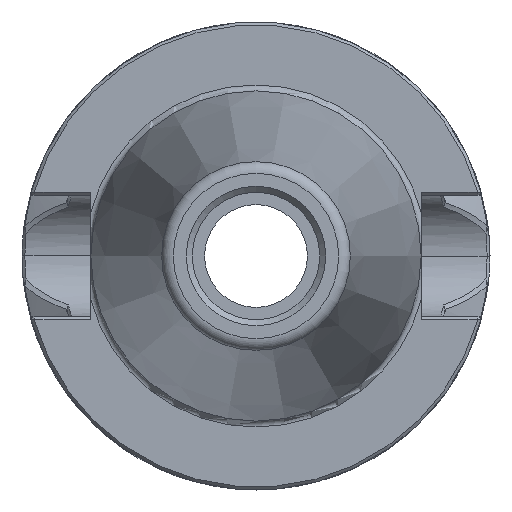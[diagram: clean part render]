
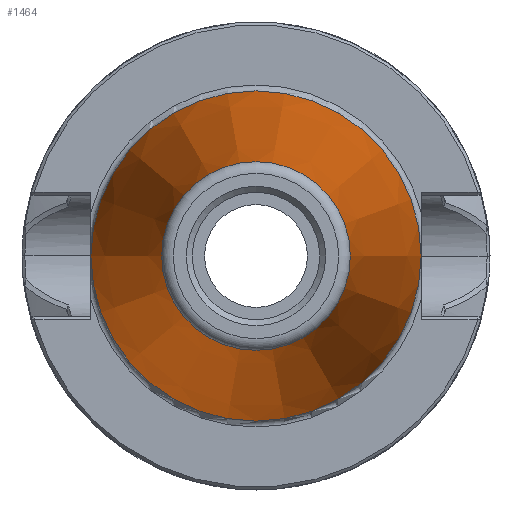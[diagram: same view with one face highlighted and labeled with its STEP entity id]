
A CAD part, left-side view. The second image highlights one B-rep face of the part: STEP entity #1464.
In plain terms, the highlighted conical face has half-angle 8.445 degrees and reference radius 17.363 mm.
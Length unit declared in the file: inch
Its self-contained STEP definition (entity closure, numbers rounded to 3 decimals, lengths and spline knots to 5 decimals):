
#265=FACE_OUTER_BOUND('',#352,.T.);
#352=EDGE_LOOP('',(#1323,#1324,#1325,#1326,#1327));
#428=LINE('',#3400,#496);
#496=VECTOR('',#1933,0.68356);
#541=CIRCLE('',#1606,0.875);
#542=CIRCLE('',#1607,0.50004);
#543=CIRCLE('',#1608,0.50004);
#691=VERTEX_POINT('',#3397);
#692=VERTEX_POINT('',#3399);
#693=VERTEX_POINT('',#3401);
#907=EDGE_CURVE('',#691,#691,#541,.T.);
#908=EDGE_CURVE('',#691,#692,#428,.T.);
#909=EDGE_CURVE('',#693,#692,#542,.T.);
#910=EDGE_CURVE('',#692,#693,#543,.T.);
#1323=ORIENTED_EDGE('',*,*,#907,.T.);
#1324=ORIENTED_EDGE('',*,*,#908,.T.);
#1325=ORIENTED_EDGE('',*,*,#909,.F.);
#1326=ORIENTED_EDGE('',*,*,#910,.F.);
#1327=ORIENTED_EDGE('',*,*,#908,.F.);
#1389=CONICAL_SURFACE('',#1605,0.68356,0.147);
#1464=ADVANCED_FACE('',(#265),#1389,.T.);
#1605=AXIS2_PLACEMENT_3D('',#3396,#1929,#1930);
#1606=AXIS2_PLACEMENT_3D('',#3398,#1931,#1932);
#1607=AXIS2_PLACEMENT_3D('',#3402,#1934,#1935);
#1608=AXIS2_PLACEMENT_3D('',#3403,#1936,#1937);
#1929=DIRECTION('center_axis',(1.,0.,0.));
#1930=DIRECTION('ref_axis',(0.,-1.,0.));
#1931=DIRECTION('center_axis',(-1.,0.,0.));
#1932=DIRECTION('ref_axis',(0.,0.,1.));
#1933=DIRECTION('',(-0.989,-0.147,0.));
#1934=DIRECTION('center_axis',(-1.,0.,0.));
#1935=DIRECTION('ref_axis',(0.,1.,0.));
#1936=DIRECTION('center_axis',(-1.,0.,0.));
#1937=DIRECTION('ref_axis',(0.,1.,0.));
#3396=CARTESIAN_POINT('Origin',(-1.28937,0.,0.));
#3397=CARTESIAN_POINT('',(0.,0.875,0.));
#3398=CARTESIAN_POINT('Origin',(0.,0.,0.));
#3399=CARTESIAN_POINT('',(-2.52542,0.50004,0.));
#3400=CARTESIAN_POINT('',(-1.28937,0.68356,0.));
#3401=CARTESIAN_POINT('',(-2.52542,0.,-0.50004));
#3402=CARTESIAN_POINT('Origin',(-2.52542,0.,0.));
#3403=CARTESIAN_POINT('Origin',(-2.52542,0.,0.));
